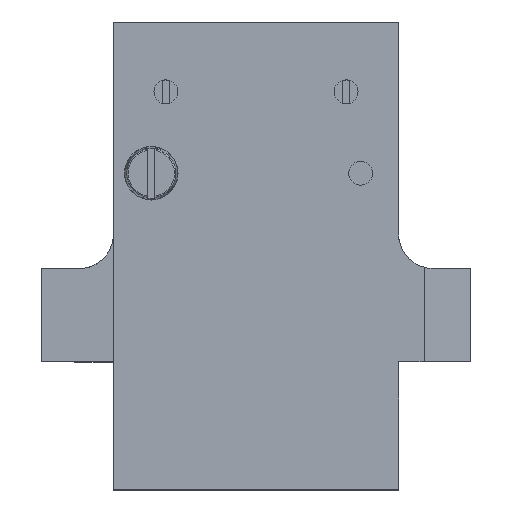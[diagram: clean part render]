
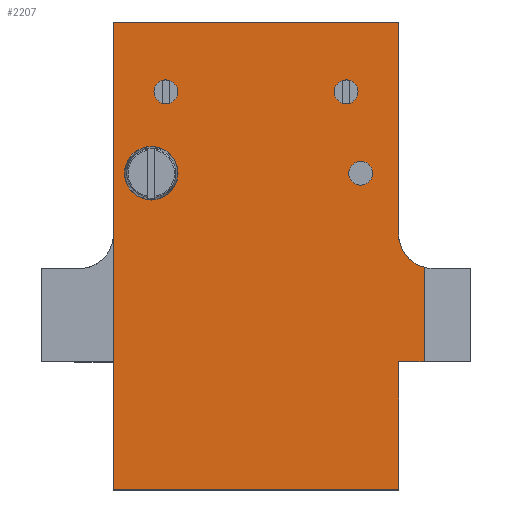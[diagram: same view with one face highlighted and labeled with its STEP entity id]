
A CAD part, top view. The second image highlights one B-rep face of the part: STEP entity #2207.
In plain terms, the highlighted face is planar.
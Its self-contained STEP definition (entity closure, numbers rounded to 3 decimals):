
#19 = EDGE_CURVE ( 'NONE', #2425, #3435, #2048, .T. ) ;
#48 = CARTESIAN_POINT ( 'NONE',  ( 23.55, 27.2, -7.5 ) ) ;
#118 = VERTEX_POINT ( 'NONE', #1123 ) ;
#152 = CARTESIAN_POINT ( 'NONE',  ( 24.5, 40.2, -7.5 ) ) ;
#175 = CARTESIAN_POINT ( 'NONE',  ( 0., 0., -7.5 ) ) ;
#214 = ORIENTED_EDGE ( 'NONE', *, *, #19, .T. ) ;
#215 = CARTESIAN_POINT ( 'NONE',  ( -2.2, 19.109, -7.5 ) ) ;
#220 = CARTESIAN_POINT ( 'NONE',  ( 3.25, 27.2, -7.5 ) ) ;
#223 = ORIENTED_EDGE ( 'NONE', *, *, #3427, .F. ) ;
#229 = CARTESIAN_POINT ( 'NONE',  ( 0., 22., -7.5 ) ) ;
#230 = EDGE_CURVE ( 'NONE', #118, #2425, #1730, .T. ) ;
#271 = CIRCLE ( 'NONE', #1256, 1.025 ) ;
#276 = CARTESIAN_POINT ( 'NONE',  ( 0., 11., -7.5 ) ) ;
#304 = CARTESIAN_POINT ( 'NONE',  ( 24.5, 40.2, -7.5 ) ) ;
#334 = ORIENTED_EDGE ( 'NONE', *, *, #230, .T. ) ;
#341 = CARTESIAN_POINT ( 'NONE',  ( 18.975, 34.2, -7.5 ) ) ;
#346 = ORIENTED_EDGE ( 'NONE', *, *, #2930, .F. ) ;
#361 = FACE_BOUND ( 'NONE', #379, .T. ) ;
#379 = EDGE_LOOP ( 'NONE', ( #346, #223 ) ) ;
#415 = CARTESIAN_POINT ( 'NONE',  ( 20., 34.2, -7.5 ) ) ;
#435 = CARTESIAN_POINT ( 'NONE',  ( -2.2, 0., -7.5 ) ) ;
#445 = DIRECTION ( 'NONE',  ( 0., 0., -1. ) ) ;
#446 = EDGE_CURVE ( 'NONE', #2357, #2871, #1600, .T. ) ;
#452 = VERTEX_POINT ( 'NONE', #3514 ) ;
#483 = DIRECTION ( 'NONE',  ( 0., 1., 0. ) ) ;
#504 = LINE ( 'NONE', #1575, #3300 ) ;
#520 = EDGE_LOOP ( 'NONE', ( #334, #214, #2498, #1719, #2162, #1725, #683, #2769 ) ) ;
#537 = VECTOR ( 'NONE', #2068, 1000. ) ;
#570 = EDGE_CURVE ( 'NONE', #2775, #2879, #1183, .T. ) ;
#578 = CIRCLE ( 'NONE', #745, 1.025 ) ;
#580 = CARTESIAN_POINT ( 'NONE',  ( 3.475, 34.2, -7.5 ) ) ;
#582 = VERTEX_POINT ( 'NONE', #580 ) ;
#590 = AXIS2_PLACEMENT_3D ( 'NONE', #1222, #1459, #1278 ) ;
#609 = EDGE_LOOP ( 'NONE', ( #2951, #2185 ) ) ;
#668 = PLANE ( 'NONE',  #590 ) ;
#683 = ORIENTED_EDGE ( 'NONE', *, *, #2839, .T. ) ;
#696 = ORIENTED_EDGE ( 'NONE', *, *, #2199, .F. ) ;
#706 = VECTOR ( 'NONE', #3282, 1000. ) ;
#745 = AXIS2_PLACEMENT_3D ( 'NONE', #2636, #748, #760 ) ;
#748 = DIRECTION ( 'NONE',  ( 0., 0., -1. ) ) ;
#760 = DIRECTION ( 'NONE',  ( -1., 0., 0. ) ) ;
#766 = CARTESIAN_POINT ( 'NONE',  ( 20., 34.2, -7.5 ) ) ;
#778 = AXIS2_PLACEMENT_3D ( 'NONE', #766, #1064, #814 ) ;
#781 = CARTESIAN_POINT ( 'NONE',  ( 0., 40.2, -7.5 ) ) ;
#790 = EDGE_CURVE ( 'NONE', #3435, #2775, #3460, .T. ) ;
#805 = AXIS2_PLACEMENT_3D ( 'NONE', #2347, #445, #2873 ) ;
#814 = DIRECTION ( 'NONE',  ( -1., 0., 0. ) ) ;
#905 = VERTEX_POINT ( 'NONE', #2843 ) ;
#936 = CARTESIAN_POINT ( 'NONE',  ( 21.25, 27.2, -7.5 ) ) ;
#953 = CARTESIAN_POINT ( 'NONE',  ( 5.525, 34.2, -7.5 ) ) ;
#992 = CIRCLE ( 'NONE', #1409, 2.3 ) ;
#1008 = VERTEX_POINT ( 'NONE', #2387 ) ;
#1010 = CARTESIAN_POINT ( 'NONE',  ( 21.025, 34.2, -7.5 ) ) ;
#1064 = DIRECTION ( 'NONE',  ( 0., 0., -1. ) ) ;
#1091 = CIRCLE ( 'NONE', #778, 1.025 ) ;
#1092 = EDGE_CURVE ( 'NONE', #2863, #118, #504, .T. ) ;
#1111 = FACE_BOUND ( 'NONE', #609, .T. ) ;
#1123 = CARTESIAN_POINT ( 'NONE',  ( 0., 11., -7.5 ) ) ;
#1160 = EDGE_CURVE ( 'NONE', #2871, #2357, #992, .T. ) ;
#1183 = LINE ( 'NONE', #3006, #706 ) ;
#1209 = CARTESIAN_POINT ( 'NONE',  ( -2.2, 11., -7.5 ) ) ;
#1222 = CARTESIAN_POINT ( 'NONE',  ( 0., 0., -7.5 ) ) ;
#1256 = AXIS2_PLACEMENT_3D ( 'NONE', #220, #1904, #2424 ) ;
#1278 = DIRECTION ( 'NONE',  ( -1., 0., 0. ) ) ;
#1325 = CARTESIAN_POINT ( 'NONE',  ( 0., 40.2, -7.5 ) ) ;
#1343 = VECTOR ( 'NONE', #1448, 1000. ) ;
#1355 = AXIS2_PLACEMENT_3D ( 'NONE', #3520, #1649, #3254 ) ;
#1370 = CARTESIAN_POINT ( 'NONE',  ( 21.25, 27.2, -7.5 ) ) ;
#1409 = AXIS2_PLACEMENT_3D ( 'NONE', #936, #2809, #1752 ) ;
#1436 = ORIENTED_EDGE ( 'NONE', *, *, #1617, .F. ) ;
#1448 = DIRECTION ( 'NONE',  ( 0., 1., 0. ) ) ;
#1459 = DIRECTION ( 'NONE',  ( 0., 0., -1. ) ) ;
#1500 = LINE ( 'NONE', #3477, #2841 ) ;
#1575 = CARTESIAN_POINT ( 'NONE',  ( 0., 0., -7.5 ) ) ;
#1581 = EDGE_CURVE ( 'NONE', #2879, #2931, #1811, .T. ) ;
#1600 = CIRCLE ( 'NONE', #3243, 2.3 ) ;
#1617 = EDGE_CURVE ( 'NONE', #452, #1008, #271, .T. ) ;
#1645 = ORIENTED_EDGE ( 'NONE', *, *, #1802, .F. ) ;
#1648 = DIRECTION ( 'NONE',  ( -1., 0., 0. ) ) ;
#1649 = DIRECTION ( 'NONE',  ( 0., 0., 1. ) ) ;
#1655 = VECTOR ( 'NONE', #2371, 1000. ) ;
#1719 = ORIENTED_EDGE ( 'NONE', *, *, #570, .T. ) ;
#1725 = ORIENTED_EDGE ( 'NONE', *, *, #2173, .T. ) ;
#1730 = LINE ( 'NONE', #276, #2344 ) ;
#1733 = CIRCLE ( 'NONE', #3124, 1.025 ) ;
#1752 = DIRECTION ( 'NONE',  ( -1., 0., 0. ) ) ;
#1802 = EDGE_CURVE ( 'NONE', #1008, #452, #578, .T. ) ;
#1811 = LINE ( 'NONE', #1325, #1655 ) ;
#1904 = DIRECTION ( 'NONE',  ( 0., 0., -1. ) ) ;
#1957 = DIRECTION ( 'NONE',  ( 0., 0., -1. ) ) ;
#1975 = FACE_BOUND ( 'NONE', #2954, .T. ) ;
#2011 = DIRECTION ( 'NONE',  ( -1., 0., 0. ) ) ;
#2020 = EDGE_CURVE ( 'NONE', #2353, #582, #1733, .T. ) ;
#2028 = ORIENTED_EDGE ( 'NONE', *, *, #2020, .F. ) ;
#2033 = CIRCLE ( 'NONE', #2856, 1.025 ) ;
#2042 = DIRECTION ( 'NONE',  ( -1., 0., 0. ) ) ;
#2048 = LINE ( 'NONE', #435, #1343 ) ;
#2068 = DIRECTION ( 'NONE',  ( 0., -1., 0. ) ) ;
#2162 = ORIENTED_EDGE ( 'NONE', *, *, #1581, .T. ) ;
#2173 = EDGE_CURVE ( 'NONE', #2931, #905, #2621, .T. ) ;
#2185 = ORIENTED_EDGE ( 'NONE', *, *, #1160, .F. ) ;
#2199 = EDGE_CURVE ( 'NONE', #582, #2353, #3333, .T. ) ;
#2207 = ADVANCED_FACE ( 'NONE', ( #361, #3249, #1975, #1111, #3170 ), #668, .T. ) ;
#2344 = VECTOR ( 'NONE', #2011, 1000. ) ;
#2347 = CARTESIAN_POINT ( 'NONE',  ( 4.5, 34.2, -7.5 ) ) ;
#2353 = VERTEX_POINT ( 'NONE', #953 ) ;
#2357 = VERTEX_POINT ( 'NONE', #3389 ) ;
#2371 = DIRECTION ( 'NONE',  ( 1., 0., 0. ) ) ;
#2387 = CARTESIAN_POINT ( 'NONE',  ( 2.225, 27.2, -7.5 ) ) ;
#2424 = DIRECTION ( 'NONE',  ( -1., 0., 0. ) ) ;
#2425 = VERTEX_POINT ( 'NONE', #1209 ) ;
#2488 = VERTEX_POINT ( 'NONE', #1010 ) ;
#2498 = ORIENTED_EDGE ( 'NONE', *, *, #790, .T. ) ;
#2560 = VERTEX_POINT ( 'NONE', #341 ) ;
#2621 = LINE ( 'NONE', #152, #537 ) ;
#2636 = CARTESIAN_POINT ( 'NONE',  ( 3.25, 27.2, -7.5 ) ) ;
#2745 = DIRECTION ( 'NONE',  ( 0., 0., -1. ) ) ;
#2769 = ORIENTED_EDGE ( 'NONE', *, *, #1092, .T. ) ;
#2772 = CARTESIAN_POINT ( 'NONE',  ( 4.5, 34.2, -7.5 ) ) ;
#2775 = VERTEX_POINT ( 'NONE', #229 ) ;
#2809 = DIRECTION ( 'NONE',  ( 0., 0., -1. ) ) ;
#2839 = EDGE_CURVE ( 'NONE', #905, #2863, #1500, .T. ) ;
#2841 = VECTOR ( 'NONE', #3106, 1000. ) ;
#2843 = CARTESIAN_POINT ( 'NONE',  ( 24.5, 0., -7.5 ) ) ;
#2856 = AXIS2_PLACEMENT_3D ( 'NONE', #415, #2745, #2042 ) ;
#2863 = VERTEX_POINT ( 'NONE', #175 ) ;
#2871 = VERTEX_POINT ( 'NONE', #48 ) ;
#2873 = DIRECTION ( 'NONE',  ( -1., 0., 0. ) ) ;
#2879 = VERTEX_POINT ( 'NONE', #781 ) ;
#2930 = EDGE_CURVE ( 'NONE', #2560, #2488, #2033, .T. ) ;
#2931 = VERTEX_POINT ( 'NONE', #304 ) ;
#2951 = ORIENTED_EDGE ( 'NONE', *, *, #446, .F. ) ;
#2954 = EDGE_LOOP ( 'NONE', ( #1645, #1436 ) ) ;
#3006 = CARTESIAN_POINT ( 'NONE',  ( 0., 0., -7.5 ) ) ;
#3106 = DIRECTION ( 'NONE',  ( -1., 0., 0. ) ) ;
#3124 = AXIS2_PLACEMENT_3D ( 'NONE', #2772, #1957, #3305 ) ;
#3170 = FACE_OUTER_BOUND ( 'NONE', #520, .T. ) ;
#3243 = AXIS2_PLACEMENT_3D ( 'NONE', #1370, #3250, #1648 ) ;
#3249 = FACE_BOUND ( 'NONE', #3387, .T. ) ;
#3250 = DIRECTION ( 'NONE',  ( 0., 0., -1. ) ) ;
#3254 = DIRECTION ( 'NONE',  ( -1., 0., 0. ) ) ;
#3282 = DIRECTION ( 'NONE',  ( 0., 1., 0. ) ) ;
#3300 = VECTOR ( 'NONE', #483, 1000. ) ;
#3305 = DIRECTION ( 'NONE',  ( -1., 0., 0. ) ) ;
#3333 = CIRCLE ( 'NONE', #805, 1.025 ) ;
#3387 = EDGE_LOOP ( 'NONE', ( #696, #2028 ) ) ;
#3389 = CARTESIAN_POINT ( 'NONE',  ( 18.95, 27.2, -7.5 ) ) ;
#3427 = EDGE_CURVE ( 'NONE', #2488, #2560, #1091, .T. ) ;
#3435 = VERTEX_POINT ( 'NONE', #215 ) ;
#3460 = CIRCLE ( 'NONE', #1355, 3. ) ;
#3477 = CARTESIAN_POINT ( 'NONE',  ( 24.5, 0., -7.5 ) ) ;
#3514 = CARTESIAN_POINT ( 'NONE',  ( 4.275, 27.2, -7.5 ) ) ;
#3520 = CARTESIAN_POINT ( 'NONE',  ( -3., 22., -7.5 ) ) ;
